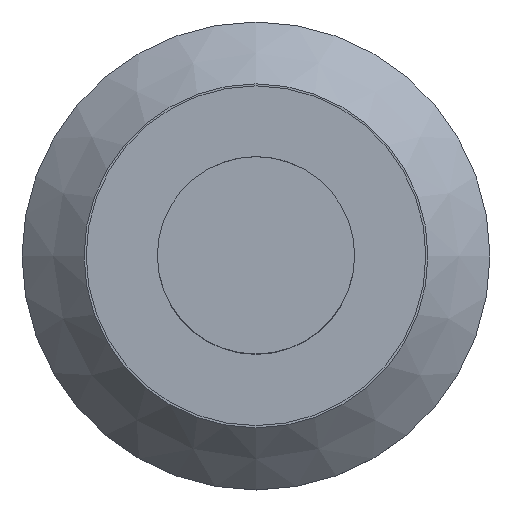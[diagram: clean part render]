
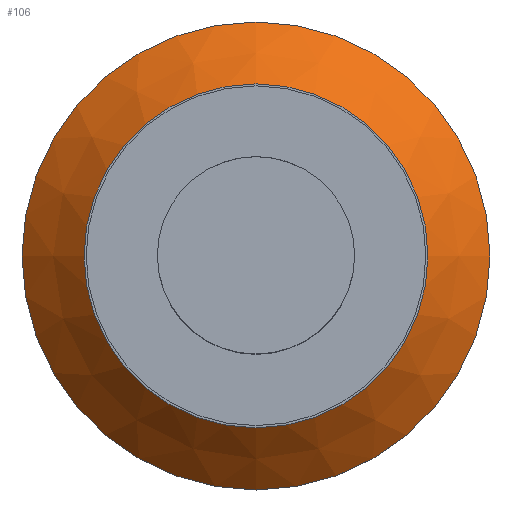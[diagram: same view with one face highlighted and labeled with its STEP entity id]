
A CAD part, top view. The second image highlights one B-rep face of the part: STEP entity #106.
In plain terms, the highlighted conical face has half-angle 45 degrees and reference radius 18.522 mm.
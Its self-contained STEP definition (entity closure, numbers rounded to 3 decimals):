
#64=EDGE_CURVE('241[3]',#162,#162,#163,.T.);
#106=ADVANCED_FACE('241[3]',(#229,#230),#231,.T.);
#116=EDGE_CURVE('241[3]',#243,#243,#244,.T.);
#162=VERTEX_POINT('',#293);
#163=CIRCLE('',#294,15.693);
#229=FACE_BOUND('',#410,.T.);
#230=FACE_BOUND('',#411,.T.);
#231=CONICAL_SURFACE('',#412,18.522,0.785);
#243=VERTEX_POINT('',#427);
#244=CIRCLE('',#428,21.35);
#293=CARTESIAN_POINT('',(0.,15.693,-7.235));
#294=AXIS2_PLACEMENT_3D('',#507,#508,#509);
#410=EDGE_LOOP('',(#581));
#411=EDGE_LOOP('',(#582));
#412=AXIS2_PLACEMENT_3D('',#583,#584,#585);
#427=CARTESIAN_POINT('',(0.,21.35,-12.892));
#428=AXIS2_PLACEMENT_3D('',#595,#596,#597);
#507=CARTESIAN_POINT('',(0.,0.,-7.235));
#508=DIRECTION('',(0.,0.,-1.0));
#509=DIRECTION('',(0.,1.0,0.));
#581=ORIENTED_EDGE('',*,*,#116,.F.);
#582=ORIENTED_EDGE('',*,*,#64,.T.);
#583=CARTESIAN_POINT('',(0.,0.,-10.063));
#584=DIRECTION('',(0.,0.,-1.0));
#585=DIRECTION('',(0.,1.0,0.));
#595=CARTESIAN_POINT('',(0.,0.,-12.892));
#596=DIRECTION('',(0.,0.,-1.0));
#597=DIRECTION('',(0.,1.0,0.));
